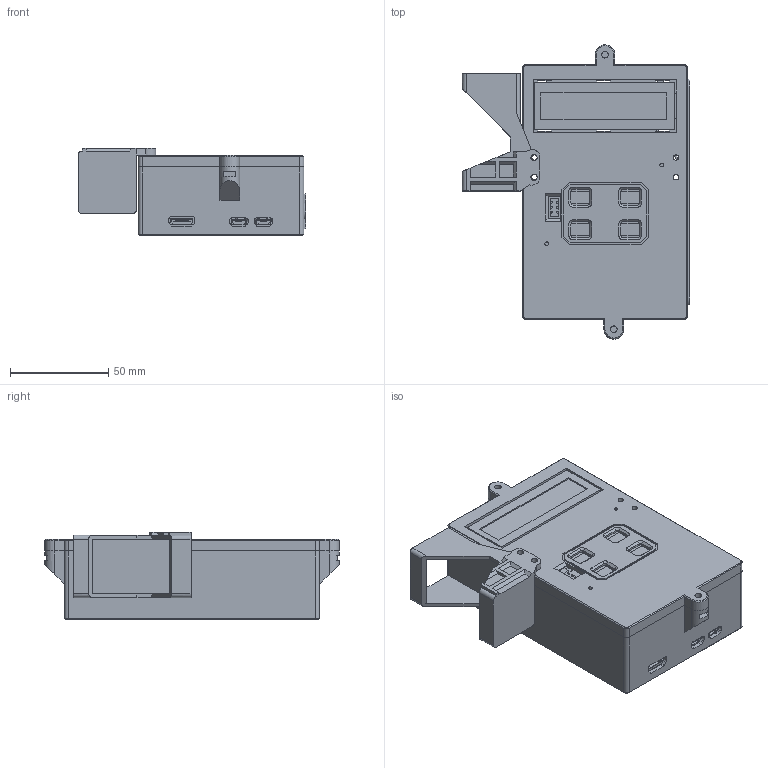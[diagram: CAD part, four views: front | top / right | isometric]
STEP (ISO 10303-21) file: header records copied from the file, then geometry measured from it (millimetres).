
FILE_DESCRIPTION(/* description */ (''),/* implementation_level */ '2;1');
FILE_NAME(/* name */ 'IoT Light Switch (Servobox).step',/* time_stamp */ '2022-05-04T02:37:39-05:00',/* author */ (''),/* organization */ (''),/* preprocessor_version */ 'ST-DEVELOPER v18.1',/* originating_system */ 'Autodesk Translation Framework v10.14.0.1471',/* authorisation */ '');
FILE_SCHEMA (('AUTOMOTIVE_DESIGN { 1 0 10303 214 3 1 1 }'));
Products named in the file (28): HA ServoBox; LightCase v13; light_switchv3. v1; PCB Component; Board; C1206; C1206 (1); 1X04_LOCK; R1206; B3F-10XX; PW20; JS_DPDT_TH; BATTERY_PACK_2AA; 1X05_LOCK; 1X03_LOCK; LCD Screen v3; RaspberryPiZeroW; LightCaseLid; Servo HXT900 Micro; Servo HXT900 Micro - Carcaça Intermediária; Servo HXT900 Micro - Carcaça Inferior; Servo HXT900 Micro - Carcaça Superior; Servo HXT900 Micro - Engrenagem Superior; Peça7^Servo HXT900 Micro; Servo HXT900 Micro - Fio; Battery Holder; Servo Levers; Power Bank Holder
Assembly tree (34 placements, depth 5):
  HA ServoBox
    LightCase v13
      light_switchv3. v1
        PCB Component
          Board
          C1206
          C1206 (1)  x4
          1X04_LOCK
          R1206
          B3F-10XX  x4
          PW20
          JS_DPDT_TH
          BATTERY_PACK_2AA
          1X05_LOCK
          1X03_LOCK  x2
    LCD Screen v3
    RaspberryPiZeroW
    LightCaseLid
      Servo HXT900 Micro
        Servo HXT900 Micro - Carcaça Intermediária
        Servo HXT900 Micro - Carcaça Inferior
        Servo HXT900 Micro - Carcaça Superior
        Servo HXT900 Micro - Engrenagem Superior
        Peça7^Servo HXT900 Micro
        Servo HXT900 Micro - Fio
    Battery Holder
    Servo Levers
    Power Bank Holder
Bounding box: 115.7 x 149.7 x 44.5 mm (x, y, z)
Volume: 102429 mm3; surface area: 124564 mm2
Topology: 114 solids, 114 shells, 2614 faces, 6458 edges, 4103 vertices
Faces by surface type: plane 1596, cylinder 814, torus 86, sphere 43, cone 38, bspline 37
Full cylindrical faces by diameter (mm): 0.508 x19, 1 x75, 1.016 x31, 1.4 x4, 1.75 x4, 1.8 x1, 1.9 x2, 2 x16, 2.65 x4, 2.8 x6, 2.9 x4, 3 x13, 3.2 x2, 3.4 x7, 4 x8, 4.5 x12, 6 x4, 8 x6, 10 x1
Entity records: 80686 total; most frequent: CARTESIAN_POINT 16695, DIRECTION 13023, ORIENTED_EDGE 12670, EDGE_CURVE 6335, LINE 4469, VECTOR 4469, AXIS2_PLACEMENT_3D 4277, VERTEX_POINT 4047
